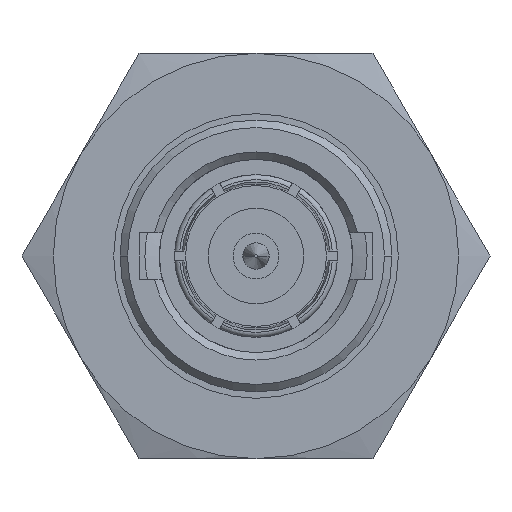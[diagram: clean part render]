
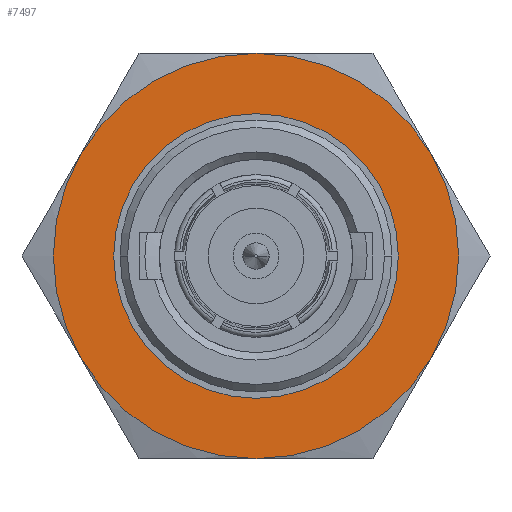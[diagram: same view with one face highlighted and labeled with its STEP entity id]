
A CAD part, left-side view. The second image highlights one B-rep face of the part: STEP entity #7497.
In plain terms, the highlighted planar face has unit normal (-1, 0, 0).
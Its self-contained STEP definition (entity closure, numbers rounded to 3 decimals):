
#29=CARTESIAN_POINT('',(-12.7,0.,0.));
#30=DIRECTION('',(-1.,0.,0.));
#31=DIRECTION('',(0.,1.,0.));
#32=AXIS2_PLACEMENT_3D('',#29,#30,#31);
#34=CARTESIAN_POINT('',(-12.7,0.,0.));
#35=DIRECTION('',(1.,0.,0.));
#36=DIRECTION('',(0.,1.,0.));
#37=AXIS2_PLACEMENT_3D('',#34,#35,#36);
#39=CARTESIAN_POINT('',(-12.7,0.,0.));
#40=DIRECTION('',(-1.,0.,0.));
#41=DIRECTION('',(0.,-1.,0.));
#42=AXIS2_PLACEMENT_3D('',#39,#40,#41);
#44=CARTESIAN_POINT('',(-12.7,0.,0.));
#45=DIRECTION('',(-1.,0.,0.));
#46=DIRECTION('',(0.,1.,0.));
#47=AXIS2_PLACEMENT_3D('',#44,#45,#46);
#6779=CARTESIAN_POINT('',(-12.7,10.312,0.));
#6780=CARTESIAN_POINT('',(-12.7,-10.312,0.));
#6781=VERTEX_POINT('',#6779);
#6782=VERTEX_POINT('',#6780);
#7070=CARTESIAN_POINT('',(-12.7,-4.763,0.));
#7071=CARTESIAN_POINT('',(-12.7,4.763,0.));
#7072=VERTEX_POINT('',#7070);
#7073=VERTEX_POINT('',#7071);
#7482=CARTESIAN_POINT('',(-12.7,0.,0.));
#7483=DIRECTION('',(1.,0.,0.));
#7484=DIRECTION('',(0.,-1.,0.));
#7485=AXIS2_PLACEMENT_3D('',#7482,#7483,#7484);
#7486=PLANE('',#7485);
#7487=ORIENTED_EDGE('',*,*,#7476,.F.);
#7488=ORIENTED_EDGE('',*,*,#7445,.T.);
#7489=EDGE_LOOP('',(#7487,#7488));
#7490=FACE_OUTER_BOUND('',#7489,.F.);
#7492=ORIENTED_EDGE('',*,*,#7491,.T.);
#7494=ORIENTED_EDGE('',*,*,#7493,.T.);
#7495=EDGE_LOOP('',(#7492,#7494));
#7496=FACE_BOUND('',#7495,.F.);
#7497=ADVANCED_FACE('',(#7490,#7496),#7486,.F.);
#33=CIRCLE('',#32,10.312);
#38=CIRCLE('',#37,10.312);
#43=CIRCLE('',#42,4.763);
#48=CIRCLE('',#47,4.763);
#7445=EDGE_CURVE('',#6781,#6782,#38,.T.);
#7476=EDGE_CURVE('',#6781,#6782,#33,.T.);
#7491=EDGE_CURVE('',#7072,#7073,#43,.T.);
#7493=EDGE_CURVE('',#7073,#7072,#48,.T.);
